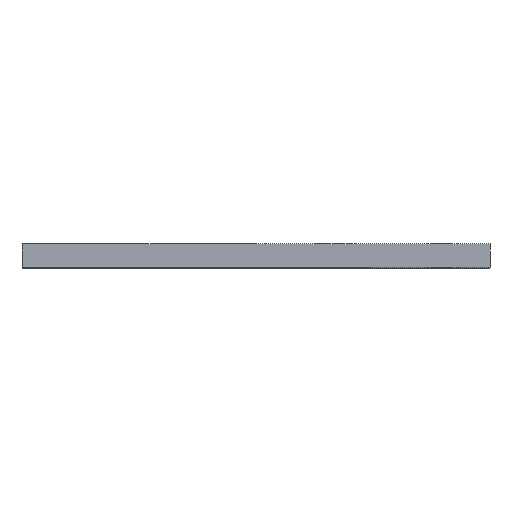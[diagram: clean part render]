
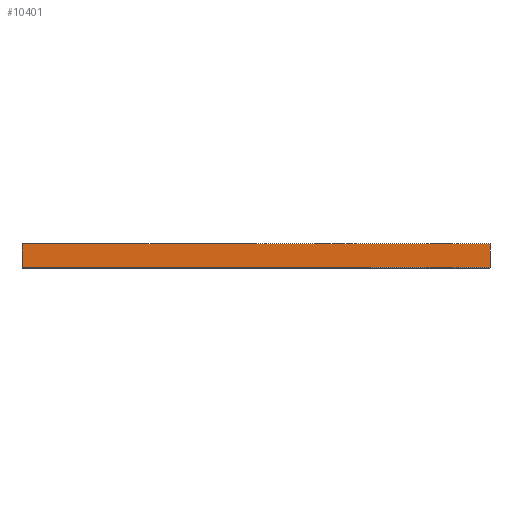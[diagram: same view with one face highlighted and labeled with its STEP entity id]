
A CAD part, top view. The second image highlights one B-rep face of the part: STEP entity #10401.
In plain terms, the highlighted planar face has unit normal (0, 0, 1).
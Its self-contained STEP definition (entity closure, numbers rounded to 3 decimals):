
#225 = LINE ( 'NONE', #226, #227 ) ;
#226 = CARTESIAN_POINT ( 'NONE',  ( -50., 5., 50. ) ) ;
#227 = VECTOR ( 'NONE', #228, 1000. ) ;
#228 = DIRECTION ( 'NONE',  ( 0., -1., 0. ) ) ;
#1612 = LINE ( 'NONE', #1613, #1614 ) ;
#1613 = CARTESIAN_POINT ( 'NONE',  ( 50., 5., 50. ) ) ;
#1614 = VECTOR ( 'NONE', #1615, 1000. ) ;
#1615 = DIRECTION ( 'NONE',  ( 0., -1., 0. ) ) ;
#1787 = FACE_OUTER_BOUND ( 'NONE', #2806, .T. ) ;
#1806 = PLANE ( 'NONE',  #1807 ) ;
#1807 = AXIS2_PLACEMENT_3D ( 'NONE', #1808, #1809, #1810 ) ;
#1808 = CARTESIAN_POINT ( 'NONE',  ( -50., 5., 50. ) ) ;
#1809 = DIRECTION ( 'NONE',  ( 0., 0., -1. ) ) ;
#1810 = DIRECTION ( 'NONE',  ( -1., 0., 0. ) ) ;
#1822 = CARTESIAN_POINT ( 'NONE',  ( 50., 5., 50. ) ) ;
#2255 = LINE ( 'NONE', #2256, #2257 ) ;
#2256 = CARTESIAN_POINT ( 'NONE',  ( -50., 5., 50. ) ) ;
#2257 = VECTOR ( 'NONE', #2258, 1000. ) ;
#2258 = DIRECTION ( 'NONE',  ( 1., 0., 0. ) ) ;
#2636 = ORIENTED_EDGE ( 'NONE', *, *, #2718, .T. ) ;
#2718 = EDGE_CURVE ( 'NONE', #2779, #2829, #6868, .T. ) ;
#2779 = VERTEX_POINT ( 'NONE', #7114 ) ;
#2806 = EDGE_LOOP ( 'NONE', ( #2636, #3619, #3767, #3412 ) ) ;
#2829 = VERTEX_POINT ( 'NONE', #7342 ) ;
#3372 = VERTEX_POINT ( 'NONE', #10013 ) ;
#3412 = ORIENTED_EDGE ( 'NONE', *, *, #3452, .T. ) ;
#3452 = EDGE_CURVE ( 'NONE', #3372, #2779, #225, .T. ) ;
#3619 = ORIENTED_EDGE ( 'NONE', *, *, #3651, .F. ) ;
#3651 = EDGE_CURVE ( 'NONE', #3683, #2829, #1612, .T. ) ;
#3683 = VERTEX_POINT ( 'NONE', #1822 ) ;
#3767 = ORIENTED_EDGE ( 'NONE', *, *, #3824, .F. ) ;
#3824 = EDGE_CURVE ( 'NONE', #3372, #3683, #2255, .T. ) ;
#6868 = LINE ( 'NONE', #6869, #6870 ) ;
#6869 = CARTESIAN_POINT ( 'NONE',  ( -50., 0., 50. ) ) ;
#6870 = VECTOR ( 'NONE', #6871, 1000. ) ;
#6871 = DIRECTION ( 'NONE',  ( 1., 0., 0. ) ) ;
#7114 = CARTESIAN_POINT ( 'NONE',  ( -50., 0., 50. ) ) ;
#7342 = CARTESIAN_POINT ( 'NONE',  ( 50., 0., 50. ) ) ;
#10013 = CARTESIAN_POINT ( 'NONE',  ( -50., 5., 50. ) ) ;
#10401 = ADVANCED_FACE ( 'NONE', ( #1787 ), #1806, .F. ) ;
